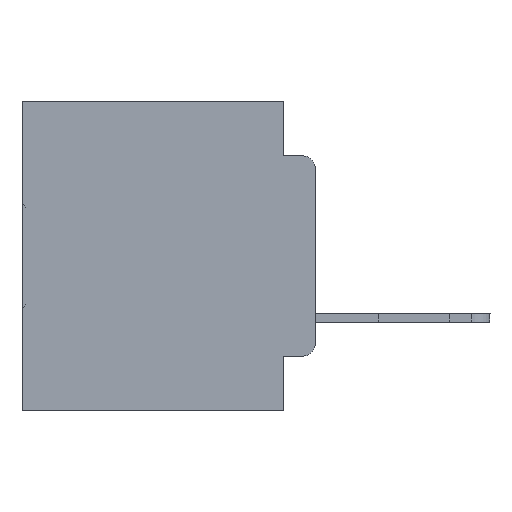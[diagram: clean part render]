
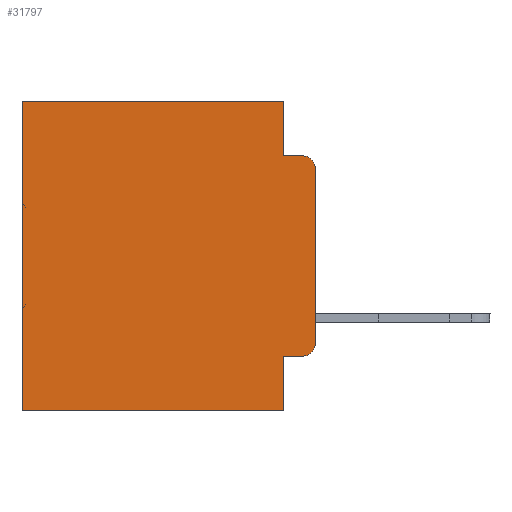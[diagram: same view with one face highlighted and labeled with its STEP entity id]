
A CAD part, left-side view. The second image highlights one B-rep face of the part: STEP entity #31797.
In plain terms, the highlighted planar face has unit normal (-1, 0, 0).
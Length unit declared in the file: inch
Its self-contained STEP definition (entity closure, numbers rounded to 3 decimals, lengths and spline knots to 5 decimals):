
#765 = CARTESIAN_POINT ( 'NONE',  ( 0.298, 0.051, -0.4115 ) ) ;
#867 = CARTESIAN_POINT ( 'NONE',  ( 0.298, 0.051, 0. ) ) ;
#1394 = CARTESIAN_POINT ( 'NONE',  ( 0.298, 0., 0. ) ) ;
#3002 = VERTEX_POINT ( 'NONE', #6443 ) ;
#3456 = VECTOR ( 'NONE', #4714, 39.37008 ) ;
#3691 = CARTESIAN_POINT ( 'NONE',  ( 0.298, 0.02, -0.4115 ) ) ;
#3831 = DIRECTION ( 'NONE',  ( -1., 0., 0. ) ) ;
#3993 = LINE ( 'NONE', #1394, #16058 ) ;
#4500 = CARTESIAN_POINT ( 'NONE',  ( 0.298, 0.051, 0. ) ) ;
#4657 = DIRECTION ( 'NONE',  ( 1., 0., 0. ) ) ;
#4714 = DIRECTION ( 'NONE',  ( 0., 0., -1. ) ) ;
#4853 = CARTESIAN_POINT ( 'NONE',  ( 0.298, 0.473, 0. ) ) ;
#5624 = VERTEX_POINT ( 'NONE', #4500 ) ;
#6148 = LINE ( 'NONE', #765, #31272 ) ;
#6443 = CARTESIAN_POINT ( 'NONE',  ( 0.298, 0.473, -0.5 ) ) ;
#6599 = DIRECTION ( 'NONE',  ( 0., 0., -1. ) ) ;
#7126 = VECTOR ( 'NONE', #27191, 39.37008 ) ;
#7324 = CARTESIAN_POINT ( 'NONE',  ( 0.298, 0., -0.5 ) ) ;
#8127 = EDGE_CURVE ( 'NONE', #32008, #3002, #12358, .T. ) ;
#8270 = LINE ( 'NONE', #29909, #27721 ) ;
#8779 = EDGE_CURVE ( 'NONE', #29108, #25569, #3993, .T. ) ;
#10820 = CARTESIAN_POINT ( 'NONE',  ( 0.298, 0.051, -0.0885 ) ) ;
#11336 = DIRECTION ( 'NONE',  ( 0., -1., 0. ) ) ;
#11463 = CARTESIAN_POINT ( 'NONE',  ( 0.298, 0.02, -0.1085 ) ) ;
#11563 = CARTESIAN_POINT ( 'NONE',  ( 0.298, 0.051, -0.5 ) ) ;
#11764 = CARTESIAN_POINT ( 'NONE',  ( 0.298, 0., 0. ) ) ;
#11952 = AXIS2_PLACEMENT_3D ( 'NONE', #11463, #3831, #6599 ) ;
#12189 = CARTESIAN_POINT ( 'NONE',  ( 0.298, 0.051, -0.4115 ) ) ;
#12358 = LINE ( 'NONE', #7324, #28595 ) ;
#12633 = DIRECTION ( 'NONE',  ( 0., 0., -1. ) ) ;
#12890 = ORIENTED_EDGE ( 'NONE', *, *, #30333, .T. ) ;
#13072 = CIRCLE ( 'NONE', #11952, 0.02 ) ;
#14255 = EDGE_CURVE ( 'NONE', #29480, #32008, #29955, .T. ) ;
#14677 = CARTESIAN_POINT ( 'NONE',  ( 0.298, 0., -0.1085 ) ) ;
#15114 = VERTEX_POINT ( 'NONE', #3691 ) ;
#15307 = DIRECTION ( 'NONE',  ( 0., 1., 0. ) ) ;
#16058 = VECTOR ( 'NONE', #27209, 39.37008 ) ;
#16700 = EDGE_CURVE ( 'NONE', #28021, #3002, #26642, .T. ) ;
#17045 = AXIS2_PLACEMENT_3D ( 'NONE', #30807, #4657, #12633 ) ;
#17094 = AXIS2_PLACEMENT_3D ( 'NONE', #31798, #29218, #23499 ) ;
#17841 = PLANE ( 'NONE',  #17045 ) ;
#17892 = CARTESIAN_POINT ( 'NONE',  ( 0.298, 0.051, 0. ) ) ;
#18046 = ORIENTED_EDGE ( 'NONE', *, *, #16700, .T. ) ;
#18103 = EDGE_LOOP ( 'NONE', ( #30400, #19517, #27070, #26584, #12890, #18046, #22839, #30124, #31951, #32821 ) ) ;
#18342 = EDGE_CURVE ( 'NONE', #15114, #25569, #31971, .T. ) ;
#19242 = VECTOR ( 'NONE', #31497, 39.37008 ) ;
#19517 = ORIENTED_EDGE ( 'NONE', *, *, #29935, .T. ) ;
#19963 = CARTESIAN_POINT ( 'NONE',  ( 0.298, 0., -0.3915 ) ) ;
#21270 = DIRECTION ( 'NONE',  ( 0., -1., 0. ) ) ;
#22447 = VERTEX_POINT ( 'NONE', #10820 ) ;
#22839 = ORIENTED_EDGE ( 'NONE', *, *, #8127, .F. ) ;
#22841 = CARTESIAN_POINT ( 'NONE',  ( 0.298, 0.02, -0.0885 ) ) ;
#23056 = LINE ( 'NONE', #17892, #3456 ) ;
#23499 = DIRECTION ( 'NONE',  ( 0., 0., -1. ) ) ;
#23790 = EDGE_CURVE ( 'NONE', #22447, #24765, #8270, .T. ) ;
#23823 = CARTESIAN_POINT ( 'NONE',  ( 0.298, 0.473, 0. ) ) ;
#24765 = VERTEX_POINT ( 'NONE', #22841 ) ;
#25082 = DIRECTION ( 'NONE',  ( 0., 1., 0. ) ) ;
#25569 = VERTEX_POINT ( 'NONE', #19963 ) ;
#26584 = ORIENTED_EDGE ( 'NONE', *, *, #34106, .F. ) ;
#26642 = LINE ( 'NONE', #4853, #19242 ) ;
#27070 = ORIENTED_EDGE ( 'NONE', *, *, #23790, .F. ) ;
#27191 = DIRECTION ( 'NONE',  ( 0., 0., -1. ) ) ;
#27209 = DIRECTION ( 'NONE',  ( 0., 0., -1. ) ) ;
#27721 = VECTOR ( 'NONE', #21270, 39.37008 ) ;
#28021 = VERTEX_POINT ( 'NONE', #23823 ) ;
#28595 = VECTOR ( 'NONE', #15307, 39.37008 ) ;
#29108 = VERTEX_POINT ( 'NONE', #14677 ) ;
#29218 = DIRECTION ( 'NONE',  ( -1., 0., 0. ) ) ;
#29275 = EDGE_CURVE ( 'NONE', #29480, #15114, #6148, .T. ) ;
#29480 = VERTEX_POINT ( 'NONE', #12189 ) ;
#29909 = CARTESIAN_POINT ( 'NONE',  ( 0.298, 0.051, -0.0885 ) ) ;
#29935 = EDGE_CURVE ( 'NONE', #29108, #24765, #13072, .T. ) ;
#29955 = LINE ( 'NONE', #867, #7126 ) ;
#30124 = ORIENTED_EDGE ( 'NONE', *, *, #14255, .F. ) ;
#30333 = EDGE_CURVE ( 'NONE', #5624, #28021, #32702, .T. ) ;
#30400 = ORIENTED_EDGE ( 'NONE', *, *, #8779, .F. ) ;
#30786 = VECTOR ( 'NONE', #25082, 39.37008 ) ;
#30807 = CARTESIAN_POINT ( 'NONE',  ( 0.298, 0., 0. ) ) ;
#31272 = VECTOR ( 'NONE', #11336, 39.37008 ) ;
#31497 = DIRECTION ( 'NONE',  ( 0., 0., -1. ) ) ;
#31797 = ADVANCED_FACE ( 'NONE', ( #34068 ), #17841, .F. ) ;
#31798 = CARTESIAN_POINT ( 'NONE',  ( 0.298, 0.02, -0.3915 ) ) ;
#31951 = ORIENTED_EDGE ( 'NONE', *, *, #29275, .T. ) ;
#31971 = CIRCLE ( 'NONE', #17094, 0.02 ) ;
#32008 = VERTEX_POINT ( 'NONE', #11563 ) ;
#32702 = LINE ( 'NONE', #11764, #30786 ) ;
#32821 = ORIENTED_EDGE ( 'NONE', *, *, #18342, .T. ) ;
#34068 = FACE_OUTER_BOUND ( 'NONE', #18103, .T. ) ;
#34106 = EDGE_CURVE ( 'NONE', #5624, #22447, #23056, .T. ) ;
